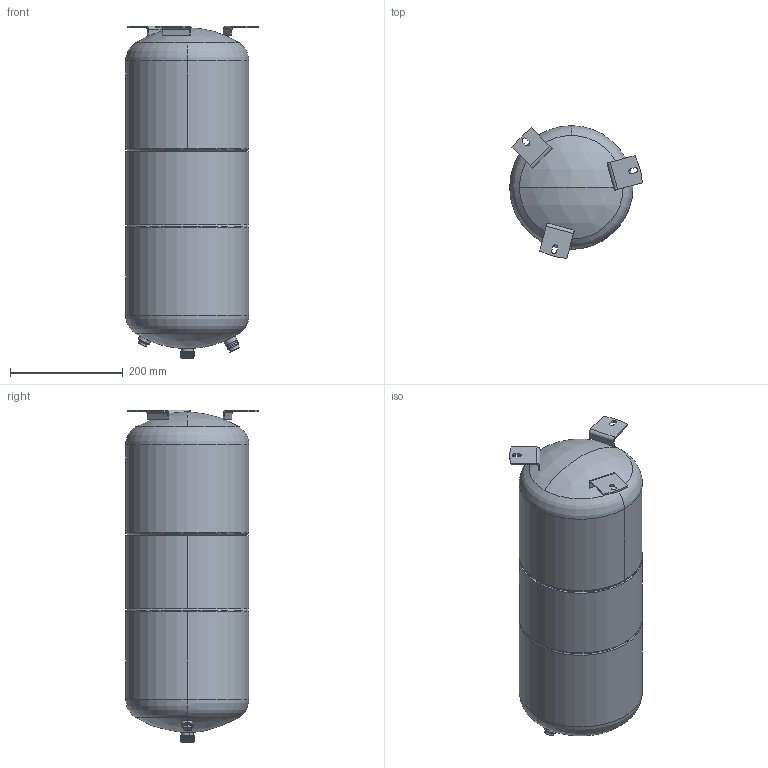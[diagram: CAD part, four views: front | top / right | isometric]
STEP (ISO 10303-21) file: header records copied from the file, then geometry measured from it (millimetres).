
FILE_DESCRIPTION((''),'2;1');
FILE_NAME('118U6014','2023-04-03T16:29:22',('U375483'),('DANFOSS COMMERCIAL COMPRESSOR'),'CREO PARAMETRIC BY PTC INC, 2022124','CREO PARAMETRIC BY PTC INC, 2022124','');
FILE_SCHEMA(('CONFIG_CONTROL_DESIGN'));
Length unit declared in the file: millimetre
Products named in the file (1): 118U6014
Bounding box: 235.79 x 235.79 x 589.8 mm (x, y, z)
Volume: 1648487.4 mm3; surface area: 938037.9 mm2
Topology: 10 solids, 10 shells, 241 faces, 546 edges, 336 vertices
Faces by surface type: cylinder 103, plane 76, cone 26, torus 22, sphere 8, extrusion 4, bspline 2
Entity records: 11101 total; most frequent: CARTESIAN_POINT 5580, DIRECTION 1195, ORIENTED_EDGE 1092, EDGE_CURVE 546, AXIS2_PLACEMENT_3D 487, VERTEX_POINT 336, EDGE_LOOP 274, CIRCLE 252
